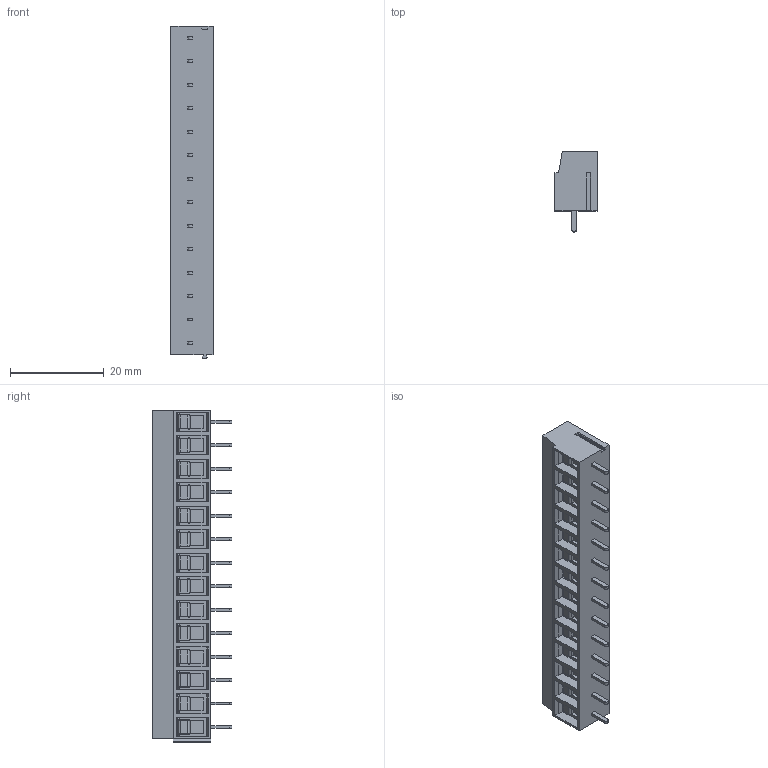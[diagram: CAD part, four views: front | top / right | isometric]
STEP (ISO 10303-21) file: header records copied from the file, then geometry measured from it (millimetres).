
FILE_DESCRIPTION((''),'2;1');
FILE_NAME('TL202V','2025-04-11T',('sj'),(''),'PRO/ENGINEER BY PARAMETRIC TECHNOLOGY CORPORATION, 2013240','PRO/ENGINEER BY PARAMETRIC TECHNOLOGY CORPORATION, 2013240','');
FILE_SCHEMA(('AUTOMOTIVE_DESIGN_CC2 { 1 2 10303 214 -1 1 5 2 }'));
Length unit declared in the file: millimetre
Products named in the file (1): TL202V
Bounding box: 9 x 17 x 70.68 mm (x, y, z)
Volume: 6346.2 mm3; surface area: 5642.1 mm2
Topology: 1 solids, 1 shells, 1018 faces, 2628 edges, 1696 vertices
Faces by surface type: plane 590, cylinder 288, cone 56, extrusion 56, torus 28
Entity records: 31968 total; most frequent: CARTESIAN_POINT 6970, ORIENTED_EDGE 5256, DIRECTION 5044, EDGE_CURVE 2628, VECTOR 1800, LINE 1744, VERTEX_POINT 1696, AXIS2_PLACEMENT_3D 1622
